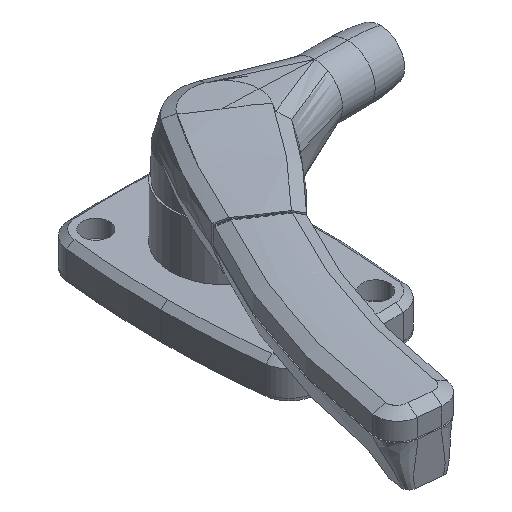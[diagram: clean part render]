
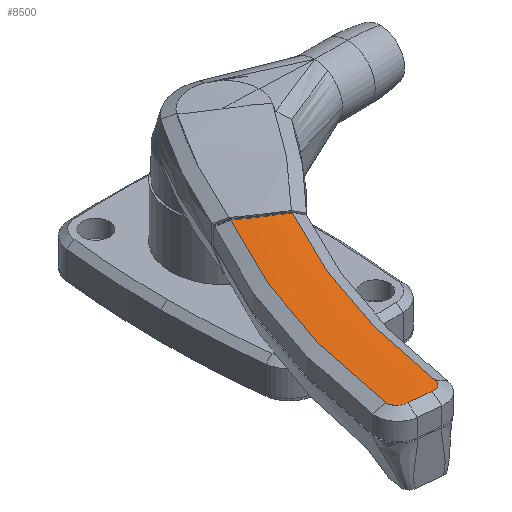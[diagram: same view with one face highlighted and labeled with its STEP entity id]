
A CAD part, isometric view. The second image highlights one B-rep face of the part: STEP entity #8500.
In plain terms, the highlighted toroidal (fillet/blend) face has major radius 285 mm and minor radius 100.25 mm.
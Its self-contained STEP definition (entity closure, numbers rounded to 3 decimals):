
#34 = CARTESIAN_POINT ( 'NONE',  ( -78.22, -152.317, 27.531 ) ) ;
#35 = CARTESIAN_POINT ( 'NONE',  ( -78.312, -151.768, 27.514 ) ) ;
#36 = CARTESIAN_POINT ( 'NONE',  ( -78.335, -151.494, 27.509 ) ) ;
#37 = CARTESIAN_POINT ( 'NONE',  ( -78.335, -151.218, 27.505 ) ) ;
#40 = CARTESIAN_POINT ( 'NONE',  ( -78.335, -151.218, 27.505 ) ) ;
#41 = B_SPLINE_CURVE_WITH_KNOTS ( 'NONE', 3,
 ( #37, #36, #35, #34, #114, #113, #112, #111, #110, #109 ),
 .UNSPECIFIED., .F., .F.,
 ( 4, 2, 2, 2, 4 ),
 ( 0.001, 0.002, 0.002, 0.003, 0.004 ),
 .UNSPECIFIED. ) ;
#42 = CARTESIAN_POINT ( 'NONE',  ( -77.274, -154.298, 27.639 ) ) ;
#109 = CARTESIAN_POINT ( 'NONE',  ( -77.274, -154.298, 27.639 ) ) ;
#110 = CARTESIAN_POINT ( 'NONE',  ( -77.443, -154.081, 27.623 ) ) ;
#111 = CARTESIAN_POINT ( 'NONE',  ( -77.596, -153.848, 27.607 ) ) ;
#112 = CARTESIAN_POINT ( 'NONE',  ( -77.861, -153.36, 27.577 ) ) ;
#113 = CARTESIAN_POINT ( 'NONE',  ( -77.972, -153.108, 27.564 ) ) ;
#114 = CARTESIAN_POINT ( 'NONE',  ( -78.151, -152.587, 27.541 ) ) ;
#149 = CARTESIAN_POINT ( 'NONE',  ( -73.857, -156.191, 27.882 ) ) ;
#150 = CARTESIAN_POINT ( 'NONE',  ( -74.193, -156.155, 27.865 ) ) ;
#151 = CARTESIAN_POINT ( 'NONE',  ( -74.52, -156.087, 27.847 ) ) ;
#152 = CARTESIAN_POINT ( 'NONE',  ( -75.16, -155.885, 27.809 ) ) ;
#153 = CARTESIAN_POINT ( 'NONE',  ( -75.471, -155.751, 27.788 ) ) ;
#154 = CARTESIAN_POINT ( 'NONE',  ( -76.052, -155.428, 27.746 ) ) ;
#155 = CARTESIAN_POINT ( 'NONE',  ( -76.327, -155.238, 27.724 ) ) ;
#156 = CARTESIAN_POINT ( 'NONE',  ( -76.839, -154.801, 27.681 ) ) ;
#157 = CARTESIAN_POINT ( 'NONE',  ( -77.069, -154.56, 27.659 ) ) ;
#158 = CARTESIAN_POINT ( 'NONE',  ( -77.274, -154.298, 27.639 ) ) ;
#162 = B_SPLINE_CURVE_WITH_KNOTS ( 'NONE', 3,
 ( #158, #157, #156, #155, #154, #153, #152, #151, #150, #149 ),
 .UNSPECIFIED., .F., .F.,
 ( 4, 2, 2, 2, 4 ),
 ( 0.004, 0.005, 0.006, 0.007, 0.008 ),
 .UNSPECIFIED. ) ;
#163 = DIRECTION ( 'NONE',  ( 1., 0., 0. ) ) ;
#164 = DIRECTION ( 'NONE',  ( 0., 0., 1. ) ) ;
#165 = CARTESIAN_POINT ( 'NONE',  ( 213.86, -191.459, -72.25 ) ) ;
#166 = AXIS2_PLACEMENT_3D ( 'NONE', #165, #164, #163 ) ;
#167 = TOROIDAL_SURFACE ( 'NONE', #166, 285., 100.25 ) ;
#168 = FACE_OUTER_BOUND ( 'NONE', #8501, .T. ) ;
#565 = B_SPLINE_CURVE_WITH_KNOTS ( 'NONE', 3,
 ( #1802, #1730, #1729, #1728, #1807, #1806, #1805, #1804, #1727, #1726 ),
 .UNSPECIFIED., .F., .F.,
 ( 4, 2, 2, 2, 4 ),
 ( 0., 0.001, 0.002, 0.003, 0.004 ),
 .UNSPECIFIED. ) ;
#1526 = CARTESIAN_POINT ( 'NONE',  ( -73.857, -156.191, 27.882 ) ) ;
#1566 = CARTESIAN_POINT ( 'NONE',  ( -41.857, -44.374, 27.5 ) ) ;
#1567 = CARTESIAN_POINT ( 'NONE',  ( -39.392, -46.698, 27.83 ) ) ;
#1568 = CARTESIAN_POINT ( 'NONE',  ( -36.769, -48.787, 27.998 ) ) ;
#1569 = CARTESIAN_POINT ( 'NONE',  ( -31.22, -52.512, 28.002 ) ) ;
#1570 = CARTESIAN_POINT ( 'NONE',  ( -28.293, -54.148, 27.838 ) ) ;
#1571 = CARTESIAN_POINT ( 'NONE',  ( -25.208, -55.548, 27.5 ) ) ;
#1572 = CARTESIAN_POINT ( 'NONE',  ( -63.906, -157.237, 27.868 ) ) ;
#1573 = CARTESIAN_POINT ( 'NONE',  ( -41.857, -44.374, 27.5 ) ) ;
#1574 = B_SPLINE_CURVE_WITH_KNOTS ( 'NONE', 3,
 ( #1571, #1570, #1569, #1568, #1567, #1566 ),
 .UNSPECIFIED., .F., .F.,
 ( 4, 2, 4 ),
 ( 0., 0.01, 0.02 ),
 .UNSPECIFIED. ) ;
#1726 = CARTESIAN_POINT ( 'NONE',  ( -60.309, -156.208, 27.633 ) ) ;
#1727 = CARTESIAN_POINT ( 'NONE',  ( -60.561, -156.404, 27.652 ) ) ;
#1728 = CARTESIAN_POINT ( 'NONE',  ( -62.633, -157.218, 27.796 ) ) ;
#1729 = CARTESIAN_POINT ( 'NONE',  ( -63.266, -157.273, 27.834 ) ) ;
#1730 = CARTESIAN_POINT ( 'NONE',  ( -63.585, -157.27, 27.852 ) ) ;
#1762 = CARTESIAN_POINT ( 'NONE',  ( -59.406, -155.311, 27.563 ) ) ;
#1763 = CARTESIAN_POINT ( 'NONE',  ( -59.827, -155.793, 27.595 ) ) ;
#1764 = CARTESIAN_POINT ( 'NONE',  ( -60.058, -156.012, 27.613 ) ) ;
#1765 = CARTESIAN_POINT ( 'NONE',  ( -60.309, -156.208, 27.633 ) ) ;
#1766 = B_SPLINE_CURVE_WITH_KNOTS ( 'NONE', 3,
 ( #1765, #1764, #1763, #1762, #1927, #1926, #1925, #1924, #1923, #1922 ),
 .UNSPECIFIED., .F., .F.,
 ( 4, 2, 2, 2, 4 ),
 ( 0.004, 0.005, 0.006, 0.007, 0.008 ),
 .UNSPECIFIED. ) ;
#1802 = CARTESIAN_POINT ( 'NONE',  ( -63.906, -157.237, 27.868 ) ) ;
#1804 = CARTESIAN_POINT ( 'NONE',  ( -60.835, -156.578, 27.673 ) ) ;
#1805 = CARTESIAN_POINT ( 'NONE',  ( -61.403, -156.866, 27.714 ) ) ;
#1806 = CARTESIAN_POINT ( 'NONE',  ( -61.699, -156.983, 27.735 ) ) ;
#1807 = CARTESIAN_POINT ( 'NONE',  ( -62.315, -157.159, 27.776 ) ) ;
#1922 = CARTESIAN_POINT ( 'NONE',  ( -58.432, -152.964, 27.5 ) ) ;
#1923 = CARTESIAN_POINT ( 'NONE',  ( -58.478, -153.284, 27.5 ) ) ;
#1924 = CARTESIAN_POINT ( 'NONE',  ( -58.553, -153.597, 27.503 ) ) ;
#1925 = CARTESIAN_POINT ( 'NONE',  ( -58.765, -154.207, 27.516 ) ) ;
#1926 = CARTESIAN_POINT ( 'NONE',  ( -58.898, -154.496, 27.525 ) ) ;
#1927 = CARTESIAN_POINT ( 'NONE',  ( -59.217, -155.047, 27.548 ) ) ;
#1965 = CARTESIAN_POINT ( 'NONE',  ( 213.86, -191.459, 27.5 ) ) ;
#1966 = CIRCLE ( 'NONE', #2174, 295. ) ;
#1978 = CARTESIAN_POINT ( 'NONE',  ( -63.906, -157.237, 27.868 ) ) ;
#1979 = CARTESIAN_POINT ( 'NONE',  ( -67.22, -156.888, 28.039 ) ) ;
#1980 = CARTESIAN_POINT ( 'NONE',  ( -70.542, -156.539, 28.044 ) ) ;
#1981 = CARTESIAN_POINT ( 'NONE',  ( -73.857, -156.191, 27.882 ) ) ;
#1983 = CARTESIAN_POINT ( 'NONE',  ( -60.309, -156.208, 27.633 ) ) ;
#1984 = B_SPLINE_CURVE_WITH_KNOTS ( 'NONE', 3,
 ( #1981, #1980, #1979, #1978 ),
 .UNSPECIFIED., .F., .F.,
 ( 4, 4 ),
 ( 0., 0.01 ),
 .UNSPECIFIED. ) ;
#1985 = CARTESIAN_POINT ( 'NONE',  ( -25.208, -55.548, 27.5 ) ) ;
#1986 = CARTESIAN_POINT ( 'NONE',  ( -78.335, -151.218, 27.505 ) ) ;
#1987 = CARTESIAN_POINT ( 'NONE',  ( -78.335, -150.987, 27.502 ) ) ;
#1988 = CARTESIAN_POINT ( 'NONE',  ( -78.319, -150.756, 27.5 ) ) ;
#1989 = CARTESIAN_POINT ( 'NONE',  ( -78.286, -150.524, 27.5 ) ) ;
#1990 = B_SPLINE_CURVE_WITH_KNOTS ( 'NONE', 3,
 ( #1989, #1988, #1987, #1986 ),
 .UNSPECIFIED., .F., .F.,
 ( 4, 4 ),
 ( 0., 0.001 ),
 .UNSPECIFIED. ) ;
#2165 = DIRECTION ( 'NONE',  ( 1., 0., 0. ) ) ;
#2166 = DIRECTION ( 'NONE',  ( 0., 0., 1. ) ) ;
#2167 = CARTESIAN_POINT ( 'NONE',  ( 213.86, -191.459, 27.5 ) ) ;
#2168 = AXIS2_PLACEMENT_3D ( 'NONE', #2167, #2166, #2165 ) ;
#2169 = CIRCLE ( 'NONE', #2168, 275. ) ;
#2170 = CARTESIAN_POINT ( 'NONE',  ( -58.432, -152.964, 27.5 ) ) ;
#2171 = CARTESIAN_POINT ( 'NONE',  ( -78.286, -150.524, 27.5 ) ) ;
#2172 = DIRECTION ( 'NONE',  ( 1., 0., 0. ) ) ;
#2173 = DIRECTION ( 'NONE',  ( 0., 0., 1. ) ) ;
#2174 = AXIS2_PLACEMENT_3D ( 'NONE', #1965, #2173, #2172 ) ;
#8427 = EDGE_CURVE ( 'NONE', #8428, #8429, #41, .T. ) ;
#8428 = VERTEX_POINT ( 'NONE', #40 ) ;
#8429 = VERTEX_POINT ( 'NONE', #42 ) ;
#8500 = ADVANCED_FACE ( 'NONE', ( #168 ), #167, .T. ) ;
#8501 = EDGE_LOOP ( 'NONE', ( #8502, #8577, #8637, #8712, #8730, #8621, #8737, #8726, #8638 ) ) ;
#8502 = ORIENTED_EDGE ( 'NONE', *, *, #8503, .T. ) ;
#8503 = EDGE_CURVE ( 'NONE', #8429, #8576, #162, .T. ) ;
#8576 = VERTEX_POINT ( 'NONE', #1526 ) ;
#8577 = ORIENTED_EDGE ( 'NONE', *, *, #8728, .T. ) ;
#8621 = ORIENTED_EDGE ( 'NONE', *, *, #8622, .T. ) ;
#8622 = EDGE_CURVE ( 'NONE', #8731, #8623, #1574, .T. ) ;
#8623 = VERTEX_POINT ( 'NONE', #1573 ) ;
#8624 = VERTEX_POINT ( 'NONE', #1572 ) ;
#8637 = ORIENTED_EDGE ( 'NONE', *, *, #8641, .T. ) ;
#8638 = ORIENTED_EDGE ( 'NONE', *, *, #8427, .T. ) ;
#8641 = EDGE_CURVE ( 'NONE', #8624, #8729, #565, .T. ) ;
#8712 = ORIENTED_EDGE ( 'NONE', *, *, #8713, .T. ) ;
#8713 = EDGE_CURVE ( 'NONE', #8729, #8741, #1766, .T. ) ;
#8726 = ORIENTED_EDGE ( 'NONE', *, *, #8727, .T. ) ;
#8727 = EDGE_CURVE ( 'NONE', #8739, #8428, #1990, .T. ) ;
#8728 = EDGE_CURVE ( 'NONE', #8576, #8624, #1984, .T. ) ;
#8729 = VERTEX_POINT ( 'NONE', #1983 ) ;
#8730 = ORIENTED_EDGE ( 'NONE', *, *, #8740, .F. ) ;
#8731 = VERTEX_POINT ( 'NONE', #1985 ) ;
#8737 = ORIENTED_EDGE ( 'NONE', *, *, #8738, .T. ) ;
#8738 = EDGE_CURVE ( 'NONE', #8623, #8739, #1966, .T. ) ;
#8739 = VERTEX_POINT ( 'NONE', #2171 ) ;
#8740 = EDGE_CURVE ( 'NONE', #8731, #8741, #2169, .T. ) ;
#8741 = VERTEX_POINT ( 'NONE', #2170 ) ;
